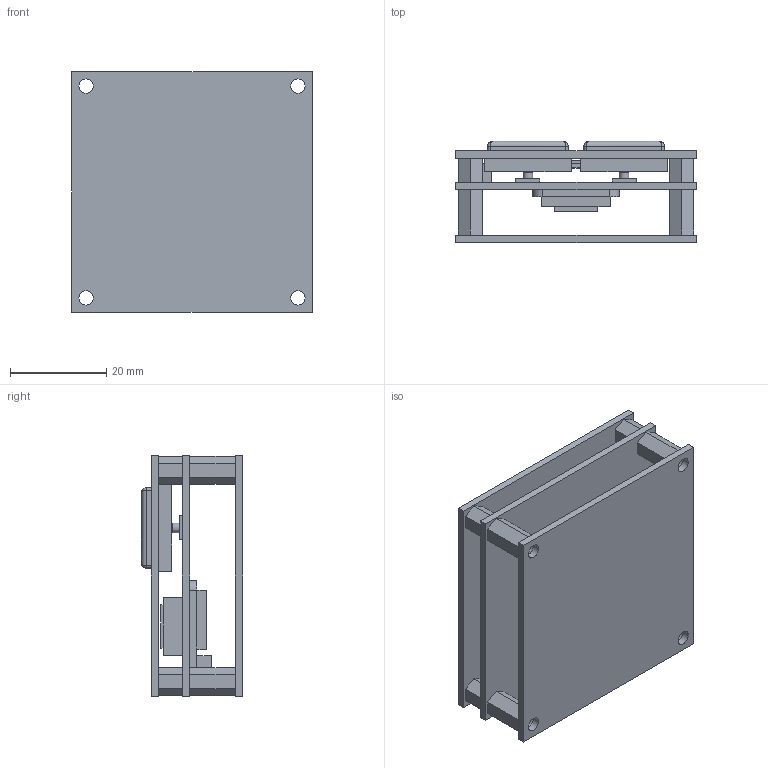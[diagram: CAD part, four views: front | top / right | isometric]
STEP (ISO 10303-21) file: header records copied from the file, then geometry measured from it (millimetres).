
FILE_DESCRIPTION(/* description */ (''),/* implementation_level */ '2;1');
FILE_NAME(/* name */ 'Micropad v6.step',/* time_stamp */ '2024-09-25T11:57:41+05:30',/* author */ (''),/* organization */ (''),/* preprocessor_version */ 'ST-DEVELOPER v20',/* originating_system */ 'Autodesk Translation Framework v13.20.0.188',/* authorisation */ '');
FILE_SCHEMA (('AUTOMOTIVE_DESIGN { 1 0 10303 214 3 1 1 }'));
Length unit declared in the file: millimetre
Products named in the file (9): Micropad; Lower PCB STANDOFFS; SW; SCREEN; XIAO; TOP BOARD; LOWER BOARD; TOP PCB STANDOFFS; MID BOARD
Assembly tree (8 placements, depth 2):
  Micropad
    Lower PCB STANDOFFS
    SW
    SCREEN
    XIAO
    TOP BOARD
    LOWER BOARD
    TOP PCB STANDOFFS
    MID BOARD
Bounding box: 50 x 21 x 50 mm (x, y, z)
Volume: 15326.4 mm3; surface area: 21328.4 mm2
Topology: 17 solids, 17 shells, 266 faces, 636 edges, 410 vertices
Faces by surface type: plane 216, cylinder 42, bspline 8
Full cylindrical faces by diameter (mm): 2 x2, 3 x20
Entity records: 8131 total; most frequent: CARTESIAN_POINT 1553, DIRECTION 1262, ORIENTED_EDGE 1256, EDGE_CURVE 628, LINE 544, VECTOR 544, VERTEX_POINT 410, AXIS2_PLACEMENT_3D 359
